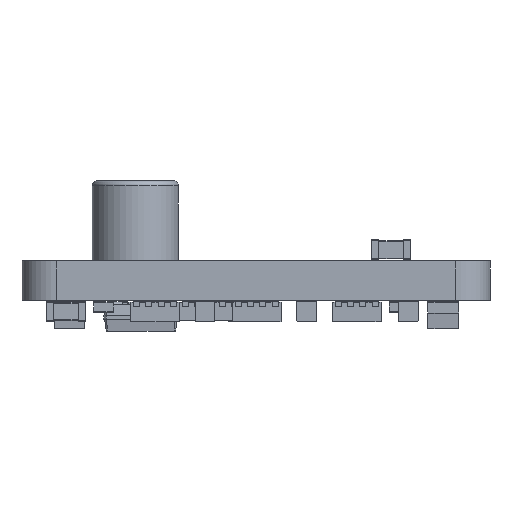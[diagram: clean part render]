
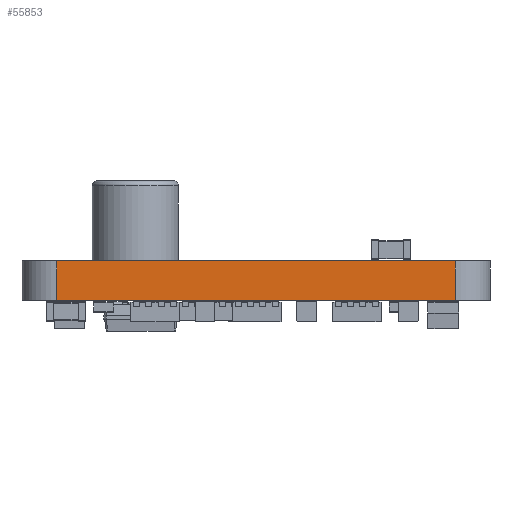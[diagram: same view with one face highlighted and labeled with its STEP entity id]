
A CAD part, front view. The second image highlights one B-rep face of the part: STEP entity #55853.
In plain terms, the highlighted planar face has unit normal (0, -1, 0).
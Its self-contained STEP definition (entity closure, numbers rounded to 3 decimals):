
#54713 = PLANE('',#54714);
#54714 = AXIS2_PLACEMENT_3D('',#54715,#54716,#54717);
#54715 = CARTESIAN_POINT('',(0.898,0.918,1.6));
#54716 = DIRECTION('',(0.,0.,1.));
#54717 = DIRECTION('',(1.,0.,-0.));
#54741 = CYLINDRICAL_SURFACE('',#54742,1.405);
#54742 = AXIS2_PLACEMENT_3D('',#54743,#54744,#54745);
#54743 = CARTESIAN_POINT('',(-7.2,-9.9,0.));
#54744 = DIRECTION('',(-0.,-0.,-1.));
#54745 = DIRECTION('',(1.,0.,-0.));
#54767 = PLANE('',#54768);
#54768 = AXIS2_PLACEMENT_3D('',#54769,#54770,#54771);
#54769 = CARTESIAN_POINT('',(0.898,0.918,0.));
#54770 = DIRECTION('',(0.,0.,1.));
#54771 = DIRECTION('',(1.,0.,-0.));
#54859 = VERTEX_POINT('',#54860);
#54860 = CARTESIAN_POINT('',(-7.2,-11.305,0.));
#54882 = EDGE_CURVE('',#54859,#54883,#54885,.T.);
#54883 = VERTEX_POINT('',#54884);
#54884 = CARTESIAN_POINT('',(-7.2,-11.305,1.6));
#54885 = SURFACE_CURVE('',#54886,(#54890,#54897),.PCURVE_S1.);
#54886 = LINE('',#54887,#54888);
#54887 = CARTESIAN_POINT('',(-7.2,-11.305,0.));
#54888 = VECTOR('',#54889,1.);
#54889 = DIRECTION('',(0.,0.,1.));
#54890 = PCURVE('',#54741,#54891);
#54891 = DEFINITIONAL_REPRESENTATION('',(#54892),#54896);
#54892 = LINE('',#54893,#54894);
#54893 = CARTESIAN_POINT('',(1.571,0.));
#54894 = VECTOR('',#54895,1.);
#54895 = DIRECTION('',(-0.,-1.));
#54896 = ( GEOMETRIC_REPRESENTATION_CONTEXT(2) 
PARAMETRIC_REPRESENTATION_CONTEXT() REPRESENTATION_CONTEXT('2D SPACE',''
  ) );
#54897 = PCURVE('',#54898,#54903);
#54898 = PLANE('',#54899);
#54899 = AXIS2_PLACEMENT_3D('',#54900,#54901,#54902);
#54900 = CARTESIAN_POINT('',(-7.2,-11.305,0.));
#54901 = DIRECTION('',(0.,1.,0.));
#54902 = DIRECTION('',(1.,0.,0.));
#54903 = DEFINITIONAL_REPRESENTATION('',(#54904),#54908);
#54904 = LINE('',#54905,#54906);
#54905 = CARTESIAN_POINT('',(0.,0.));
#54906 = VECTOR('',#54907,1.);
#54907 = DIRECTION('',(0.,-1.));
#54908 = ( GEOMETRIC_REPRESENTATION_CONTEXT(2) 
PARAMETRIC_REPRESENTATION_CONTEXT() REPRESENTATION_CONTEXT('2D SPACE',''
  ) );
#54938 = EDGE_CURVE('',#54859,#54939,#54941,.T.);
#54939 = VERTEX_POINT('',#54940);
#54940 = CARTESIAN_POINT('',(8.988,-11.305,0.));
#54941 = SURFACE_CURVE('',#54942,(#54946,#54953),.PCURVE_S1.);
#54942 = LINE('',#54943,#54944);
#54943 = CARTESIAN_POINT('',(-7.2,-11.305,0.));
#54944 = VECTOR('',#54945,1.);
#54945 = DIRECTION('',(1.,0.,0.));
#54946 = PCURVE('',#54767,#54947);
#54947 = DEFINITIONAL_REPRESENTATION('',(#54948),#54952);
#54948 = LINE('',#54949,#54950);
#54949 = CARTESIAN_POINT('',(-8.098,-12.223));
#54950 = VECTOR('',#54951,1.);
#54951 = DIRECTION('',(1.,0.));
#54952 = ( GEOMETRIC_REPRESENTATION_CONTEXT(2) 
PARAMETRIC_REPRESENTATION_CONTEXT() REPRESENTATION_CONTEXT('2D SPACE',''
  ) );
#54953 = PCURVE('',#54898,#54954);
#54954 = DEFINITIONAL_REPRESENTATION('',(#54955),#54959);
#54955 = LINE('',#54956,#54957);
#54956 = CARTESIAN_POINT('',(0.,0.));
#54957 = VECTOR('',#54958,1.);
#54958 = DIRECTION('',(1.,0.));
#54959 = ( GEOMETRIC_REPRESENTATION_CONTEXT(2) 
PARAMETRIC_REPRESENTATION_CONTEXT() REPRESENTATION_CONTEXT('2D SPACE',''
  ) );
#54978 = CYLINDRICAL_SURFACE('',#54979,1.405);
#54979 = AXIS2_PLACEMENT_3D('',#54980,#54981,#54982);
#54980 = CARTESIAN_POINT('',(8.995,-9.9,0.));
#54981 = DIRECTION('',(-0.,-0.,-1.));
#54982 = DIRECTION('',(1.,0.,-0.));
#55420 = EDGE_CURVE('',#54883,#55421,#55423,.T.);
#55421 = VERTEX_POINT('',#55422);
#55422 = CARTESIAN_POINT('',(8.988,-11.305,1.6));
#55423 = SURFACE_CURVE('',#55424,(#55428,#55435),.PCURVE_S1.);
#55424 = LINE('',#55425,#55426);
#55425 = CARTESIAN_POINT('',(-7.2,-11.305,1.6));
#55426 = VECTOR('',#55427,1.);
#55427 = DIRECTION('',(1.,0.,0.));
#55428 = PCURVE('',#54713,#55429);
#55429 = DEFINITIONAL_REPRESENTATION('',(#55430),#55434);
#55430 = LINE('',#55431,#55432);
#55431 = CARTESIAN_POINT('',(-8.098,-12.223));
#55432 = VECTOR('',#55433,1.);
#55433 = DIRECTION('',(1.,0.));
#55434 = ( GEOMETRIC_REPRESENTATION_CONTEXT(2) 
PARAMETRIC_REPRESENTATION_CONTEXT() REPRESENTATION_CONTEXT('2D SPACE',''
  ) );
#55435 = PCURVE('',#54898,#55436);
#55436 = DEFINITIONAL_REPRESENTATION('',(#55437),#55441);
#55437 = LINE('',#55438,#55439);
#55438 = CARTESIAN_POINT('',(0.,-1.6));
#55439 = VECTOR('',#55440,1.);
#55440 = DIRECTION('',(1.,0.));
#55441 = ( GEOMETRIC_REPRESENTATION_CONTEXT(2) 
PARAMETRIC_REPRESENTATION_CONTEXT() REPRESENTATION_CONTEXT('2D SPACE',''
  ) );
#55853 = ADVANCED_FACE('',(#55854),#54898,.F.);
#55854 = FACE_BOUND('',#55855,.F.);
#55855 = EDGE_LOOP('',(#55856,#55857,#55858,#55879));
#55856 = ORIENTED_EDGE('',*,*,#54882,.T.);
#55857 = ORIENTED_EDGE('',*,*,#55420,.T.);
#55858 = ORIENTED_EDGE('',*,*,#55859,.F.);
#55859 = EDGE_CURVE('',#54939,#55421,#55860,.T.);
#55860 = SURFACE_CURVE('',#55861,(#55865,#55872),.PCURVE_S1.);
#55861 = LINE('',#55862,#55863);
#55862 = CARTESIAN_POINT('',(8.988,-11.305,0.));
#55863 = VECTOR('',#55864,1.);
#55864 = DIRECTION('',(0.,0.,1.));
#55865 = PCURVE('',#54898,#55866);
#55866 = DEFINITIONAL_REPRESENTATION('',(#55867),#55871);
#55867 = LINE('',#55868,#55869);
#55868 = CARTESIAN_POINT('',(16.188,0.));
#55869 = VECTOR('',#55870,1.);
#55870 = DIRECTION('',(0.,-1.));
#55871 = ( GEOMETRIC_REPRESENTATION_CONTEXT(2) 
PARAMETRIC_REPRESENTATION_CONTEXT() REPRESENTATION_CONTEXT('2D SPACE',''
  ) );
#55872 = PCURVE('',#54978,#55873);
#55873 = DEFINITIONAL_REPRESENTATION('',(#55874),#55878);
#55874 = LINE('',#55875,#55876);
#55875 = CARTESIAN_POINT('',(1.576,0.));
#55876 = VECTOR('',#55877,1.);
#55877 = DIRECTION('',(-0.,-1.));
#55878 = ( GEOMETRIC_REPRESENTATION_CONTEXT(2) 
PARAMETRIC_REPRESENTATION_CONTEXT() REPRESENTATION_CONTEXT('2D SPACE',''
  ) );
#55879 = ORIENTED_EDGE('',*,*,#54938,.F.);
